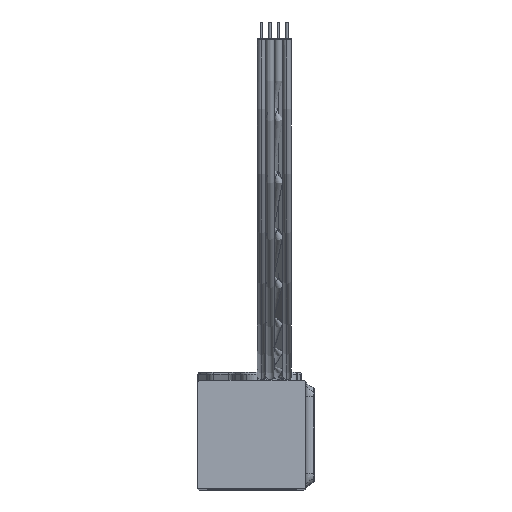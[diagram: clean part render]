
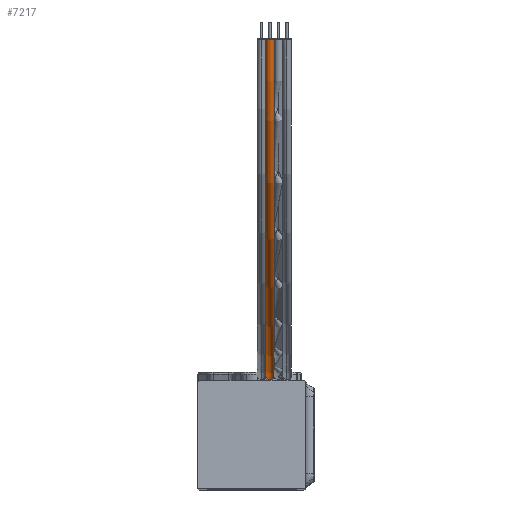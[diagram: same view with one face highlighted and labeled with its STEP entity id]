
A CAD part, top view. The second image highlights one B-rep face of the part: STEP entity #7217.
In plain terms, the highlighted toroidal (fillet/blend) face has major radius 49.5 mm and minor radius 0.5 mm.
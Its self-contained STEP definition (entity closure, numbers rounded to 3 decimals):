
#141 = ORIENTED_EDGE ( 'NONE', *, *, #4721, .F. ) ;
#251 = CARTESIAN_POINT ( 'NONE',  ( 8.031, 52.456, 146.595 ) ) ;
#324 = CARTESIAN_POINT ( 'NONE',  ( 8.977, 52.509, 146.34 ) ) ;
#360 = CARTESIAN_POINT ( 'NONE',  ( 8.977, 22.492, 126.908 ) ) ;
#471 = EDGE_CURVE ( 'NONE', #8668, #1621, #1243, .T. ) ;
#589 = CARTESIAN_POINT ( 'NONE',  ( 8.977, 16.988, 117.098 ) ) ;
#754 = CARTESIAN_POINT ( 'NONE',  ( 8.031, 12.939, 97.9 ) ) ;
#849 = B_SPLINE_CURVE_WITH_KNOTS ( 'NONE', 3,
 ( #10034, #9018, #3867, #7313, #3984, #589, #5562, #10767, #360, #2296, #10825, #3023, #6464, #7424, #7481, #2238, #3812, #10942 ),
 .UNSPECIFIED., .F., .F.,
 ( 4, 2, 2, 2, 2, 2, 2, 2, 4 ),
 ( 0., 0.125, 0.25, 0.375, 0.5, 0.625, 0.75, 0.875, 1. ),
 .UNSPECIFIED. ) ;
#884 = CARTESIAN_POINT ( 'NONE',  ( 8.923, 52.456, 146.595 ) ) ;
#1243 = B_SPLINE_CURVE_WITH_KNOTS ( 'NONE', 3,
 ( #10163, #8515, #884, #7028, #6922, #9481, #9534, #251, #10538, #5284 ),
 .UNSPECIFIED., .F., .F.,
 ( 4, 2, 2, 2, 4 ),
 ( 0., 0.25, 0.5, 0.75, 1. ),
 .UNSPECIFIED. ) ;
#1569 = CARTESIAN_POINT ( 'NONE',  ( 8.477, 62.7, 97.9 ) ) ;
#1621 = VERTEX_POINT ( 'NONE', #3485 ) ;
#1990 = CARTESIAN_POINT ( 'NONE',  ( 7.977, 39.302, 141.612 ) ) ;
#2162 = CARTESIAN_POINT ( 'NONE',  ( 7.977, 13.44, 103.524 ) ) ;
#2238 = CARTESIAN_POINT ( 'NONE',  ( 8.977, 47.055, 144.947 ) ) ;
#2296 = CARTESIAN_POINT ( 'NONE',  ( 8.977, 26.036, 131.275 ) ) ;
#2392 = CARTESIAN_POINT ( 'NONE',  ( 8.346, 12.7, 97.9 ) ) ;
#2887 = CARTESIAN_POINT ( 'NONE',  ( 7.977, 34.502, 138.681 ) ) ;
#3004 = CARTESIAN_POINT ( 'NONE',  ( 7.977, 27.994, 133.307 ) ) ;
#3023 = CARTESIAN_POINT ( 'NONE',  ( 8.977, 32.228, 137.01 ) ) ;
#3277 = VERTEX_POINT ( 'NONE', #7434 ) ;
#3315 = DIRECTION ( 'NONE',  ( 0., 0., 1. ) ) ;
#3405 = CARTESIAN_POINT ( 'NONE',  ( 7.977, 13.2, 97.9 ) ) ;
#3485 = CARTESIAN_POINT ( 'NONE',  ( 7.977, 52.509, 146.34 ) ) ;
#3812 = CARTESIAN_POINT ( 'NONE',  ( 8.977, 49.758, 145.761 ) ) ;
#3867 = CARTESIAN_POINT ( 'NONE',  ( 8.977, 13.44, 103.524 ) ) ;
#3984 = CARTESIAN_POINT ( 'NONE',  ( 8.977, 15.108, 111.797 ) ) ;
#4146 = CARTESIAN_POINT ( 'NONE',  ( 8.977, 13.2, 97.9 ) ) ;
#4163 = FACE_OUTER_BOUND ( 'NONE', #11166, .T. ) ;
#4226 = ORIENTED_EDGE ( 'NONE', *, *, #471, .T. ) ;
#4232 = CARTESIAN_POINT ( 'NONE',  ( 8.977, 13.2, 97.9 ) ) ;
#4721 = EDGE_CURVE ( 'NONE', #3277, #1621, #11182, .T. ) ;
#4759 = CARTESIAN_POINT ( 'NONE',  ( 7.977, 52.509, 146.34 ) ) ;
#5102 = CARTESIAN_POINT ( 'NONE',  ( 8.977, 13.069, 97.9 ) ) ;
#5233 = B_SPLINE_CURVE_WITH_KNOTS ( 'NONE', 3,
 ( #3405, #6680, #754, #6847, #2392, #10140, #11103, #9460, #5102, #4146 ),
 .UNSPECIFIED., .F., .F.,
 ( 4, 2, 2, 2, 4 ),
 ( 0., 0.25, 0.5, 0.75, 1. ),
 .UNSPECIFIED. ) ;
#5284 = CARTESIAN_POINT ( 'NONE',  ( 7.977, 52.509, 146.34 ) ) ;
#5431 = CARTESIAN_POINT ( 'NONE',  ( 7.977, 49.758, 145.761 ) ) ;
#5484 = CARTESIAN_POINT ( 'NONE',  ( 7.977, 13.2, 100.712 ) ) ;
#5540 = CARTESIAN_POINT ( 'NONE',  ( 7.977, 26.036, 131.275 ) ) ;
#5562 = CARTESIAN_POINT ( 'NONE',  ( 8.977, 18.154, 119.668 ) ) ;
#5599 = CARTESIAN_POINT ( 'NONE',  ( 7.977, 15.108, 111.797 ) ) ;
#5955 = VERTEX_POINT ( 'NONE', #4232 ) ;
#6025 = DIRECTION ( 'NONE',  ( -1., 0., 0. ) ) ;
#6275 = CARTESIAN_POINT ( 'NONE',  ( 7.977, 20.906, 124.573 ) ) ;
#6464 = CARTESIAN_POINT ( 'NONE',  ( 8.977, 34.502, 138.681 ) ) ;
#6680 = CARTESIAN_POINT ( 'NONE',  ( 7.977, 13.069, 97.9 ) ) ;
#6847 = CARTESIAN_POINT ( 'NONE',  ( 8.216, 12.754, 97.9 ) ) ;
#6922 = CARTESIAN_POINT ( 'NONE',  ( 8.608, 52.406, 146.829 ) ) ;
#7028 = CARTESIAN_POINT ( 'NONE',  ( 8.738, 52.418, 146.776 ) ) ;
#7095 = AXIS2_PLACEMENT_3D ( 'NONE', #1569, #6025, #3315 ) ;
#7179 = CARTESIAN_POINT ( 'NONE',  ( 7.977, 41.828, 142.872 ) ) ;
#7217 = ADVANCED_FACE ( 'NONE', ( #4163 ), #11099, .T. ) ;
#7313 = CARTESIAN_POINT ( 'NONE',  ( 8.977, 14.394, 109.067 ) ) ;
#7411 = EDGE_CURVE ( 'NONE', #5955, #8668, #849, .T. ) ;
#7424 = CARTESIAN_POINT ( 'NONE',  ( 8.977, 39.302, 141.612 ) ) ;
#7434 = CARTESIAN_POINT ( 'NONE',  ( 7.977, 13.2, 97.9 ) ) ;
#7481 = CARTESIAN_POINT ( 'NONE',  ( 8.977, 41.828, 142.872 ) ) ;
#7908 = ORIENTED_EDGE ( 'NONE', *, *, #10469, .T. ) ;
#7973 = CARTESIAN_POINT ( 'NONE',  ( 7.977, 47.055, 144.947 ) ) ;
#8515 = CARTESIAN_POINT ( 'NONE',  ( 8.977, 52.482, 146.468 ) ) ;
#8668 = VERTEX_POINT ( 'NONE', #324 ) ;
#8880 = CARTESIAN_POINT ( 'NONE',  ( 7.977, 13.2, 97.9 ) ) ;
#9018 = CARTESIAN_POINT ( 'NONE',  ( 8.977, 13.2, 100.712 ) ) ;
#9460 = CARTESIAN_POINT ( 'NONE',  ( 8.923, 12.939, 97.9 ) ) ;
#9481 = CARTESIAN_POINT ( 'NONE',  ( 8.346, 52.406, 146.829 ) ) ;
#9534 = CARTESIAN_POINT ( 'NONE',  ( 8.216, 52.418, 146.776 ) ) ;
#9659 = ORIENTED_EDGE ( 'NONE', *, *, #7411, .T. ) ;
#9733 = CARTESIAN_POINT ( 'NONE',  ( 7.977, 32.228, 137.01 ) ) ;
#10034 = CARTESIAN_POINT ( 'NONE',  ( 8.977, 13.2, 97.9 ) ) ;
#10140 = CARTESIAN_POINT ( 'NONE',  ( 8.608, 12.7, 97.9 ) ) ;
#10163 = CARTESIAN_POINT ( 'NONE',  ( 8.977, 52.509, 146.34 ) ) ;
#10469 = EDGE_CURVE ( 'NONE', #3277, #5955, #5233, .T. ) ;
#10538 = CARTESIAN_POINT ( 'NONE',  ( 7.977, 52.482, 146.468 ) ) ;
#10573 = CARTESIAN_POINT ( 'NONE',  ( 7.977, 14.394, 109.067 ) ) ;
#10633 = CARTESIAN_POINT ( 'NONE',  ( 7.977, 22.492, 126.908 ) ) ;
#10748 = CARTESIAN_POINT ( 'NONE',  ( 7.977, 18.154, 119.668 ) ) ;
#10767 = CARTESIAN_POINT ( 'NONE',  ( 8.977, 20.906, 124.573 ) ) ;
#10806 = CARTESIAN_POINT ( 'NONE',  ( 7.977, 16.988, 117.098 ) ) ;
#10825 = CARTESIAN_POINT ( 'NONE',  ( 8.977, 27.994, 133.307 ) ) ;
#10942 = CARTESIAN_POINT ( 'NONE',  ( 8.977, 52.509, 146.34 ) ) ;
#11099 = TOROIDAL_SURFACE ( 'NONE', #7095, 49.5, 0.5 ) ;
#11103 = CARTESIAN_POINT ( 'NONE',  ( 8.738, 12.754, 97.9 ) ) ;
#11166 = EDGE_LOOP ( 'NONE', ( #4226, #141, #7908, #9659 ) ) ;
#11182 = B_SPLINE_CURVE_WITH_KNOTS ( 'NONE', 3,
 ( #8880, #5484, #2162, #10573, #5599, #10806, #10748, #6275, #10633, #5540, #3004, #9733, #2887, #1990, #7179, #7973, #5431, #4759 ),
 .UNSPECIFIED., .F., .F.,
 ( 4, 2, 2, 2, 2, 2, 2, 2, 4 ),
 ( 0., 0.125, 0.25, 0.375, 0.5, 0.625, 0.75, 0.875, 1. ),
 .UNSPECIFIED. ) ;
